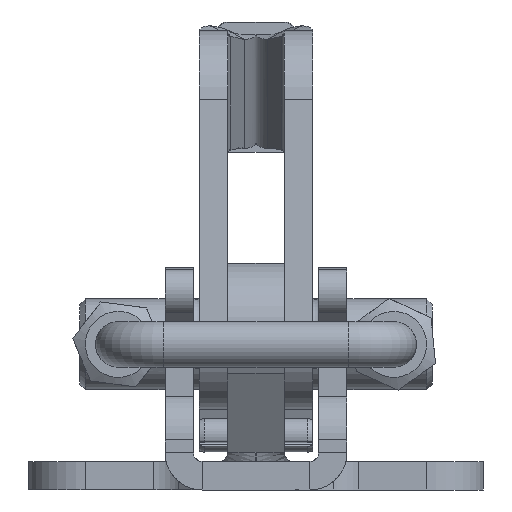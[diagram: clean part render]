
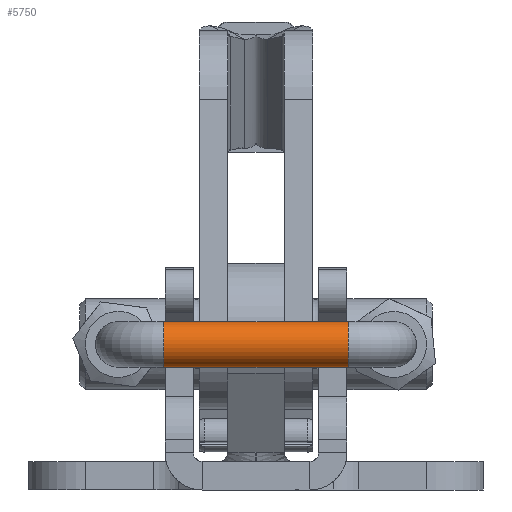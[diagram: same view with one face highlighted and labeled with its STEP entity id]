
A CAD part, left-side view. The second image highlights one B-rep face of the part: STEP entity #5750.
In plain terms, the highlighted cylindrical face has radius 2 mm (diameter 4 mm), a full revolution.
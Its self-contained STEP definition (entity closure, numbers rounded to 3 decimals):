
#564=CIRCLE('',#6452,2.);
#565=CIRCLE('',#6453,2.);
#566=CIRCLE('',#6455,2.);
#567=CIRCLE('',#6456,2.);
#701=CYLINDRICAL_SURFACE('',#6454,2.);
#979=FACE_OUTER_BOUND('',#1327,.T.);
#1327=EDGE_LOOP('',(#5127,#5128,#5129,#5130,#5131,#5132));
#1747=LINE('',#11757,#2184);
#2184=VECTOR('',#7925,2.);
#2741=VERTEX_POINT('',#11750);
#2742=VERTEX_POINT('',#11752);
#2743=VERTEX_POINT('',#11756);
#2744=VERTEX_POINT('',#11758);
#3547=EDGE_CURVE('',#2742,#2741,#564,.T.);
#3548=EDGE_CURVE('',#2741,#2742,#565,.T.);
#3549=EDGE_CURVE('',#2742,#2743,#1747,.T.);
#3550=EDGE_CURVE('',#2744,#2743,#566,.T.);
#3551=EDGE_CURVE('',#2743,#2744,#567,.T.);
#5127=ORIENTED_EDGE('',*,*,#3547,.T.);
#5128=ORIENTED_EDGE('',*,*,#3548,.T.);
#5129=ORIENTED_EDGE('',*,*,#3549,.T.);
#5130=ORIENTED_EDGE('',*,*,#3550,.F.);
#5131=ORIENTED_EDGE('',*,*,#3551,.F.);
#5132=ORIENTED_EDGE('',*,*,#3549,.F.);
#5750=ADVANCED_FACE('',(#979),#701,.T.);
#6452=AXIS2_PLACEMENT_3D('',#11753,#7919,#7920);
#6453=AXIS2_PLACEMENT_3D('',#11754,#7921,#7922);
#6454=AXIS2_PLACEMENT_3D('',#11755,#7923,#7924);
#6455=AXIS2_PLACEMENT_3D('',#11759,#7926,#7927);
#6456=AXIS2_PLACEMENT_3D('',#11760,#7928,#7929);
#7919=DIRECTION('center_axis',(0.,1.,0.));
#7920=DIRECTION('ref_axis',(1.,0.,0.));
#7921=DIRECTION('center_axis',(0.,1.,0.));
#7922=DIRECTION('ref_axis',(1.,0.,0.));
#7923=DIRECTION('center_axis',(0.,-1.,0.));
#7924=DIRECTION('ref_axis',(1.,0.,0.));
#7925=DIRECTION('',(0.,1.,0.));
#7926=DIRECTION('center_axis',(0.,1.,0.));
#7927=DIRECTION('ref_axis',(1.,0.,0.));
#7928=DIRECTION('center_axis',(0.,1.,0.));
#7929=DIRECTION('ref_axis',(1.,0.,0.));
#11750=CARTESIAN_POINT('',(-70.82,-8.1,12.8));
#11752=CARTESIAN_POINT('',(-74.82,-8.1,12.8));
#11753=CARTESIAN_POINT('Origin',(-72.82,-8.1,12.8));
#11754=CARTESIAN_POINT('Origin',(-72.82,-8.1,12.8));
#11755=CARTESIAN_POINT('Origin',(-72.82,8.1,12.8));
#11756=CARTESIAN_POINT('',(-74.82,8.1,12.8));
#11757=CARTESIAN_POINT('',(-74.82,8.1,12.8));
#11758=CARTESIAN_POINT('',(-70.82,8.1,12.8));
#11759=CARTESIAN_POINT('Origin',(-72.82,8.1,12.8));
#11760=CARTESIAN_POINT('Origin',(-72.82,8.1,12.8));
